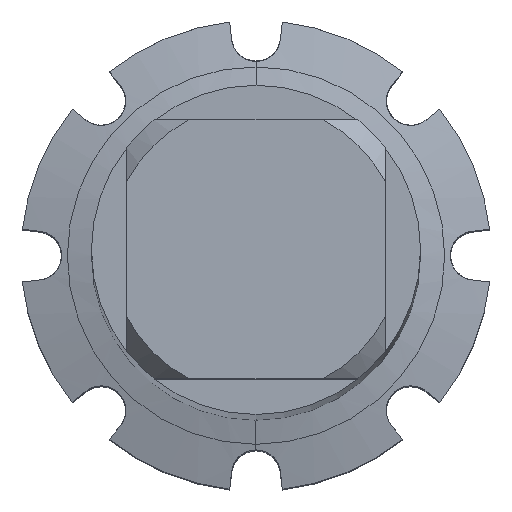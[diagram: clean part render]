
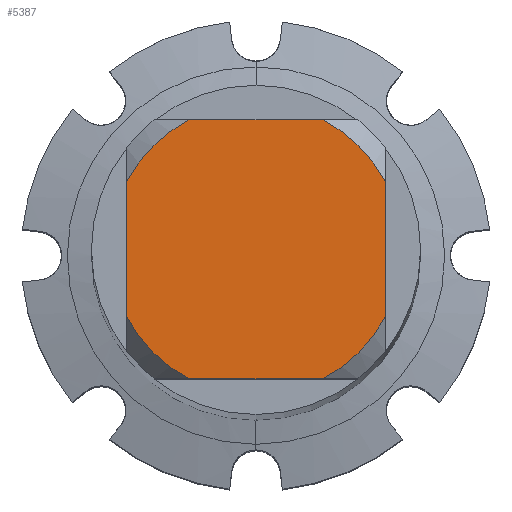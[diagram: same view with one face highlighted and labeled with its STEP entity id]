
A CAD part, top view. The second image highlights one B-rep face of the part: STEP entity #5387.
In plain terms, the highlighted planar face has unit normal (0, 0, 1).
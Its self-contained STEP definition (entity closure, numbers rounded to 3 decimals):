
#4231=VERTEX_POINT('',#12271);
#5299=VERTEX_POINT('',#13427);
#5387=ADVANCED_FACE('',(#13520),#13521,.T.);
#5529=EDGE_CURVE('',#10515,#7975,#13680,.T.);
#5809=EDGE_CURVE('',#7197,#11679,#13997,.T.);
#7197=VERTEX_POINT('',#15490);
#7569=EDGE_CURVE('',#8271,#7975,#15890,.T.);
#7823=EDGE_CURVE('',#8271,#11669,#16164,.T.);
#7975=VERTEX_POINT('',#16326);
#8191=EDGE_CURVE('',#7197,#4231,#16557,.T.);
#8271=VERTEX_POINT('',#16645);
#8509=EDGE_CURVE('',#10515,#4231,#16904,.T.);
#9271=EDGE_CURVE('',#5299,#11679,#17737,.T.);
#9571=EDGE_CURVE('',#5299,#11669,#18068,.T.);
#10515=VERTEX_POINT('',#19089);
#11669=VERTEX_POINT('',#20338);
#11679=VERTEX_POINT('',#20349);
#12271=CARTESIAN_POINT('',(2.75,1.431,0.0));
#13427=CARTESIAN_POINT('',(-2.75,1.431,0.0));
#13520=FACE_OUTER_BOUND('',#23433,.T.);
#13521=PLANE('',#23434);
#13680=CIRCLE('',#23718,3.1);
#13997=LINE('',#24198,#24199);
#15490=CARTESIAN_POINT('',(1.431,2.75,0.0));
#15890=LINE('',#27681,#27682);
#16164=CIRCLE('',#28194,3.1);
#16326=CARTESIAN_POINT('',(1.431,-2.75,0.0));
#16557=CIRCLE('',#28916,3.1);
#16645=CARTESIAN_POINT('',(-1.431,-2.75,0.0));
#16904=LINE('',#29529,#29530);
#17737=CIRCLE('',#31065,3.1);
#18068=LINE('',#31611,#31612);
#19089=CARTESIAN_POINT('',(2.75,-1.431,0.0));
#20338=CARTESIAN_POINT('',(-2.75,-1.431,0.0));
#20349=CARTESIAN_POINT('',(-1.431,2.75,0.0));
#23433=EDGE_LOOP('',(#38041,#38042,#38043,#38044,#38045,#38046,#38047,#38048));
#23434=AXIS2_PLACEMENT_3D('',#38049,#38050,#38051);
#23718=AXIS2_PLACEMENT_3D('',#38248,#38249,#38250);
#24198=CARTESIAN_POINT('',(0.0,2.75,0.0));
#24199=VECTOR('',#38645,1.0);
#27681=CARTESIAN_POINT('',(0.0,-2.75,0.0));
#27682=VECTOR('',#40545,1.0);
#28194=AXIS2_PLACEMENT_3D('',#40807,#40808,#40809);
#28916=AXIS2_PLACEMENT_3D('',#41330,#41331,#41332);
#29529=CARTESIAN_POINT('',(2.75,0.775,0.0));
#29530=VECTOR('',#41689,1.0);
#31065=AXIS2_PLACEMENT_3D('',#42551,#42552,#42553);
#31611=CARTESIAN_POINT('',(-2.75,0.775,0.0));
#31612=VECTOR('',#42912,1.0);
#38041=ORIENTED_EDGE('',*,*,#9571,.T.);
#38042=ORIENTED_EDGE('',*,*,#7823,.F.);
#38043=ORIENTED_EDGE('',*,*,#7569,.T.);
#38044=ORIENTED_EDGE('',*,*,#5529,.F.);
#38045=ORIENTED_EDGE('',*,*,#8509,.T.);
#38046=ORIENTED_EDGE('',*,*,#8191,.F.);
#38047=ORIENTED_EDGE('',*,*,#5809,.T.);
#38048=ORIENTED_EDGE('',*,*,#9271,.F.);
#38049=CARTESIAN_POINT('',(0.0,1.55,0.0));
#38050=DIRECTION('',(-0.0,0.0,1.0));
#38051=DIRECTION('',(0.0,-1.0,0.0));
#38248=CARTESIAN_POINT('',(0.0,0.0,0.0));
#38249=DIRECTION('',(0.0,0.0,-1.0));
#38250=DIRECTION('',(0.0,1.0,0.0));
#38645=DIRECTION('',(-1.0,0.0,0.0));
#40545=DIRECTION('',(1.0,0.0,0.0));
#40807=CARTESIAN_POINT('',(0.0,0.0,0.0));
#40808=DIRECTION('',(0.0,0.0,-1.0));
#40809=DIRECTION('',(0.0,1.0,0.0));
#41330=CARTESIAN_POINT('',(0.0,0.0,0.0));
#41331=DIRECTION('',(0.0,0.0,-1.0));
#41332=DIRECTION('',(0.0,1.0,0.0));
#41689=DIRECTION('',(-0.0,1.0,0.0));
#42551=CARTESIAN_POINT('',(0.0,0.0,0.0));
#42552=DIRECTION('',(0.0,0.0,-1.0));
#42553=DIRECTION('',(0.0,1.0,0.0));
#42912=DIRECTION('',(-0.0,-1.0,0.0));
